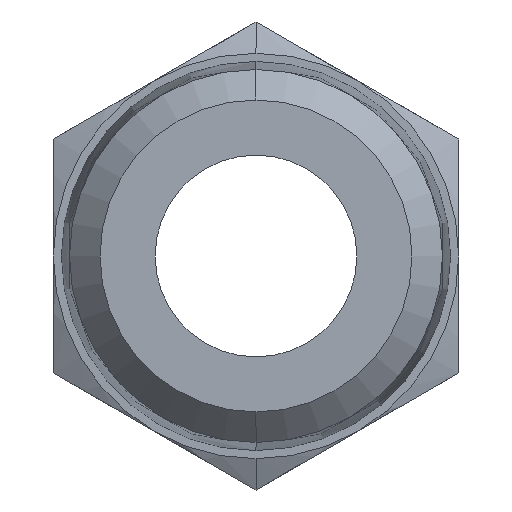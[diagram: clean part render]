
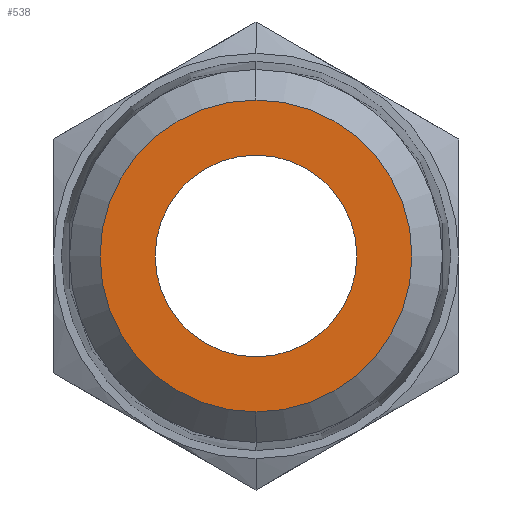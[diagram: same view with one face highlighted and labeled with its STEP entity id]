
A CAD part, left-side view. The second image highlights one B-rep face of the part: STEP entity #538.
In plain terms, the highlighted planar face has unit normal (-1, 0, 0).
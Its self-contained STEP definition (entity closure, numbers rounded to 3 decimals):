
#276=CARTESIAN_POINT('POINT69',(0.,0.,
   -5.498));
#277=VERTEX_POINT('VERTEX69',#276);
#284=CARTESIAN_POINT('POINT70',(0.,
   0.,5.498));
#285=VERTEX_POINT('VERTEX70',#284);
#286=CARTESIAN_POINT('POS71',(0.,
   0.,0.));
#287=DIRECTION('DIR110',(-1.,0.,
   0.));
#288=DIRECTION('DIR111',(0.,0.,
   -1.));
#289=AXIS2_PLACEMENT_3D('AXIS40',#286,#287,#288);
#290=CIRCLE('ELLIPSE17',#289,5.498);
#291=EDGE_CURVE('EDGE118',#285,#277,#290,.T.);
#311=EDGE_CURVE('EDGE120',#277,#285,#290,.T.);
#514=CARTESIAN_POINT('POINT83',(0.,0.,
   -3.556));
#515=VERTEX_POINT('VERTEX83',#514);
#516=CARTESIAN_POINT('POINT84',(0.,
   0.,3.556));
#517=VERTEX_POINT('VERTEX84',#516);
#518=CARTESIAN_POINT('POS86',(0.,0.,
   0.));
#519=DIRECTION('DIR133',(1.,0.,
   0.));
#520=DIRECTION('DIR134',(0.,0.,
   -1.));
#521=AXIS2_PLACEMENT_3D('AXIS48',#518,#519,#520);
#522=CIRCLE('ELLIPSE18',#521,3.556);
#523=EDGE_CURVE('EDGE139',#515,#517,#522,.T.);
#524=ORIENTED_EDGE('COEDGE263',*,*,#523,.T.);
#525=EDGE_CURVE('EDGE140',#517,#515,#522,.T.);
#526=ORIENTED_EDGE('COEDGE264',*,*,#525,.T.);
#527=EDGE_LOOP('NONE',(#524,#526));
#528=FACE_BOUND('LOOP1',#527,.T.);
#529=ORIENTED_EDGE('COEDGE265',*,*,#311,.T.);
#530=ORIENTED_EDGE('COEDGE266',*,*,#291,.T.);
#531=EDGE_LOOP('NONE',(#529,#530));
#532=FACE_BOUND('LOOP1',#531,.T.);
#533=CARTESIAN_POINT('POS87',(0.,0.,
   -3.27));
#534=DIRECTION('DIR135',(-1.,0.,
   0.));
#535=DIRECTION('DIR136',(0.,1.,
   0.));
#536=AXIS2_PLACEMENT_3D('AXIS49',#533,#534,#535);
#537=PLANE('PLANE18',#536);
#538=ADVANCED_FACE('FACE62',(#528,#532),#537,.T.);
